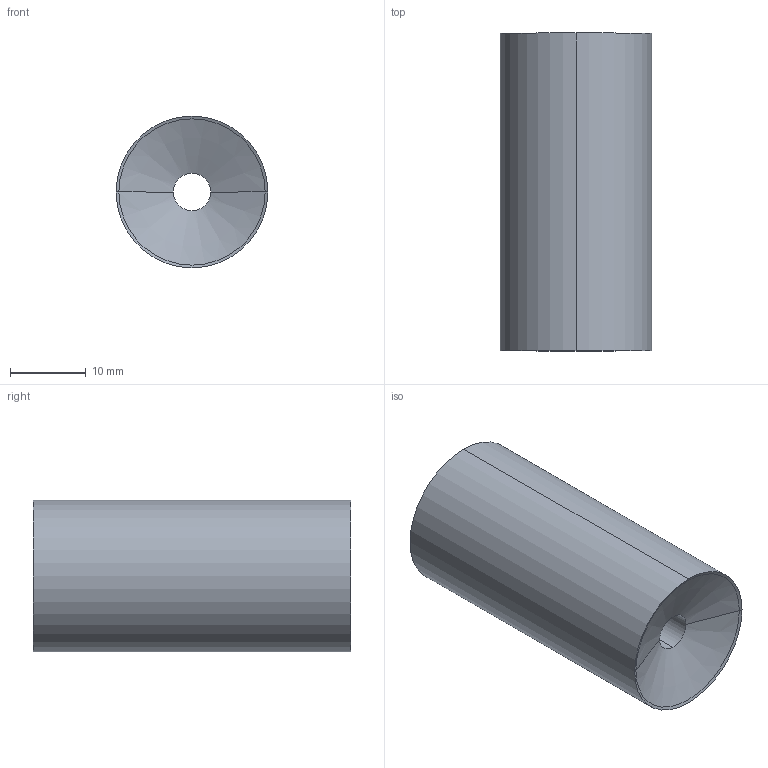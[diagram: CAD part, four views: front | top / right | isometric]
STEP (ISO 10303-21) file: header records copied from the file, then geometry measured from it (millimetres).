
FILE_DESCRIPTION (( 'STEP AP203' ), '1' );
FILE_NAME ('A_014.STEP', '2019-04-05T06:18:15', ( '' ), ( '' ), 'SwSTEP 2.0', 'SolidWorks 2013', '' );
FILE_SCHEMA (( 'CONFIG_CONTROL_DESIGN' ));
Length unit declared in the file: millimetre
Products named in the file (1): A_014
Bounding box: 20 x 41.88 x 20 mm (x, y, z)
Volume: 11099.5 mm3; surface area: 4099.4 mm2
Topology: 1 solids, 1 shells, 15 faces, 34 edges, 20 vertices
Faces by surface type: cone 6, cylinder 6, sphere 2, plane 1
Entity records: 507 total; most frequent: DIRECTION 88, CARTESIAN_POINT 70, ORIENTED_EDGE 68, AXIS2_PLACEMENT_3D 38, EDGE_CURVE 34, CIRCLE 22, VERTEX_POINT 20, EDGE_LOOP 16
